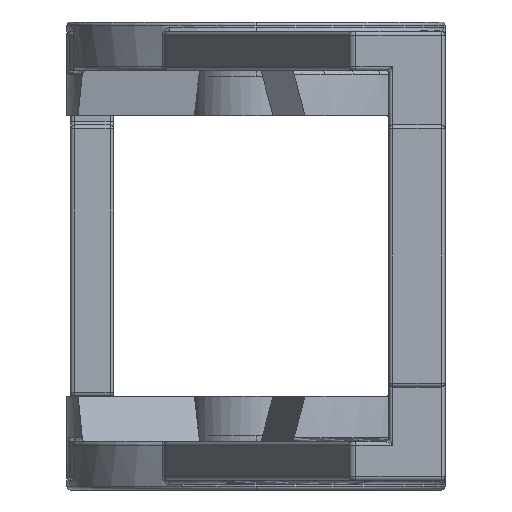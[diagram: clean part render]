
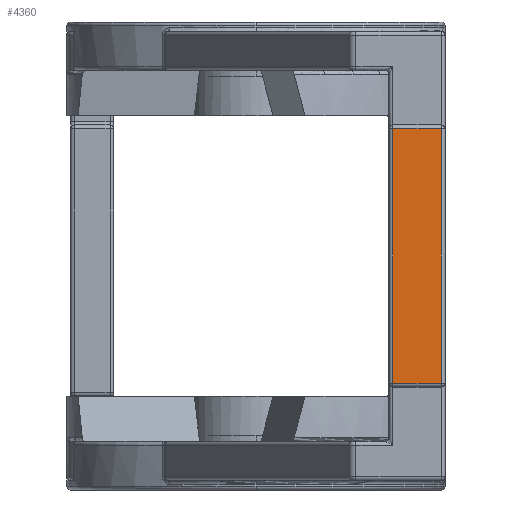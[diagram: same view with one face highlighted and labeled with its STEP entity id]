
A CAD part, left-side view. The second image highlights one B-rep face of the part: STEP entity #4360.
In plain terms, the highlighted face is planar.
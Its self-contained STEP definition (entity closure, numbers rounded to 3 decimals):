
#162 = VERTEX_POINT ( 'NONE', #20799 ) ;
#602 = ORIENTED_EDGE ( 'NONE', *, *, #21844, .T. ) ;
#653 = LINE ( 'NONE', #20522, #17498 ) ;
#894 = AXIS2_PLACEMENT_3D ( 'NONE', #11838, #20424, #5093 ) ;
#1373 = CARTESIAN_POINT ( 'NONE',  ( 17.5, 1.3, -6.8 ) ) ;
#1719 = DIRECTION ( 'NONE',  ( 0., 1., 0. ) ) ;
#3365 = DIRECTION ( 'NONE',  ( 0., 0., -1. ) ) ;
#4360 = ADVANCED_FACE ( 'NONE', ( #19173 ), #15305, .T. ) ;
#5093 = DIRECTION ( 'NONE',  ( 0., 0., -1. ) ) ;
#5371 = ORIENTED_EDGE ( 'NONE', *, *, #17685, .T. ) ;
#7320 = VECTOR ( 'NONE', #1719, 1000. ) ;
#8552 = ORIENTED_EDGE ( 'NONE', *, *, #20232, .T. ) ;
#10434 = VERTEX_POINT ( 'NONE', #11786 ) ;
#11786 = CARTESIAN_POINT ( 'NONE',  ( 17.5, -1.3, 6.8 ) ) ;
#11838 = CARTESIAN_POINT ( 'NONE',  ( 17.5, 0., 7. ) ) ;
#12016 = CARTESIAN_POINT ( 'NONE',  ( 17.5, -1.3, -7. ) ) ;
#12177 = LINE ( 'NONE', #15456, #7320 ) ;
#13324 = EDGE_LOOP ( 'NONE', ( #5371, #14252, #8552, #602 ) ) ;
#14162 = VERTEX_POINT ( 'NONE', #1373 ) ;
#14252 = ORIENTED_EDGE ( 'NONE', *, *, #20776, .T. ) ;
#14614 = CARTESIAN_POINT ( 'NONE',  ( 17.5, 1.3, 7. ) ) ;
#15305 = PLANE ( 'NONE',  #894 ) ;
#15346 = LINE ( 'NONE', #14614, #16480 ) ;
#15456 = CARTESIAN_POINT ( 'NONE',  ( 17.5, 1.5, -6.8 ) ) ;
#16278 = VERTEX_POINT ( 'NONE', #17496 ) ;
#16480 = VECTOR ( 'NONE', #18054, 1000. ) ;
#17496 = CARTESIAN_POINT ( 'NONE',  ( 17.5, -1.3, -6.8 ) ) ;
#17498 = VECTOR ( 'NONE', #22142, 1000. ) ;
#17685 = EDGE_CURVE ( 'NONE', #162, #10434, #653, .T. ) ;
#17877 = VECTOR ( 'NONE', #3365, 1000. ) ;
#18054 = DIRECTION ( 'NONE',  ( 0., 0., 1. ) ) ;
#18151 = LINE ( 'NONE', #12016, #17877 ) ;
#19173 = FACE_OUTER_BOUND ( 'NONE', #13324, .T. ) ;
#20232 = EDGE_CURVE ( 'NONE', #16278, #14162, #12177, .T. ) ;
#20424 = DIRECTION ( 'NONE',  ( 1., 0., 0. ) ) ;
#20522 = CARTESIAN_POINT ( 'NONE',  ( 17.5, 0., 6.8 ) ) ;
#20776 = EDGE_CURVE ( 'NONE', #10434, #16278, #18151, .T. ) ;
#20799 = CARTESIAN_POINT ( 'NONE',  ( 17.5, 1.3, 6.8 ) ) ;
#21844 = EDGE_CURVE ( 'NONE', #14162, #162, #15346, .T. ) ;
#22142 = DIRECTION ( 'NONE',  ( 0., -1., 0. ) ) ;
